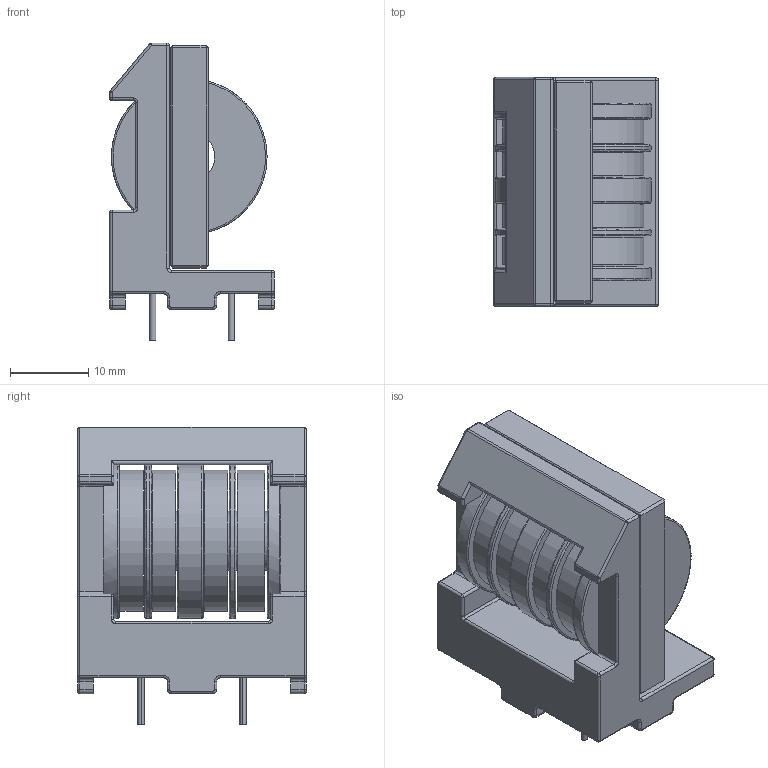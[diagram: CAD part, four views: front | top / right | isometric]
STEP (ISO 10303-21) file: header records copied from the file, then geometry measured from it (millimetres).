
FILE_DESCRIPTION (( 'STEP AP214' ), '1' );
FILE_NAME ('User Library-EV28.STEP', '2019-04-07T23:18:32', ( '' ), ( '' ), 'SwSTEP 2.0', 'SolidWorks 2019', '' );
FILE_SCHEMA (( 'AUTOMOTIVE_DESIGN' ));
Length unit declared in the file: millimetre
Products named in the file (1): User Library-EV28
Bounding box: 21 x 29.2 x 38 mm (x, y, z)
Volume: 11211.7 mm3; surface area: 11360.1 mm2
Topology: 6 solids, 6 shells, 329 faces, 765 edges, 437 vertices
Faces by surface type: plane 136, cylinder 126, bspline 59, torus 8
Entity records: 11173 total; most frequent: CARTESIAN_POINT 3140, DIRECTION 1522, ORIENTED_EDGE 1494, EDGE_CURVE 747, AXIS2_PLACEMENT_3D 556, VERTEX_POINT 437, LINE 410, VECTOR 410
